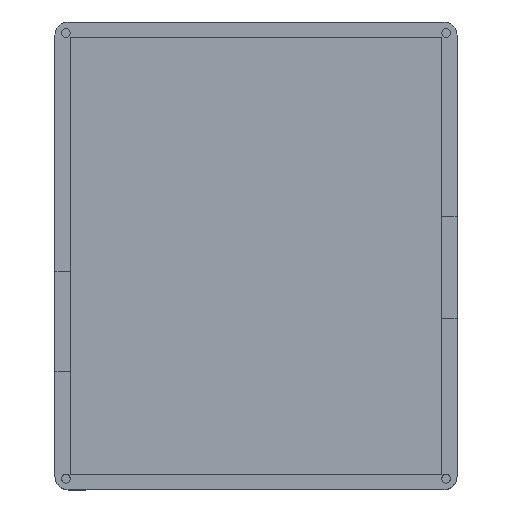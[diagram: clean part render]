
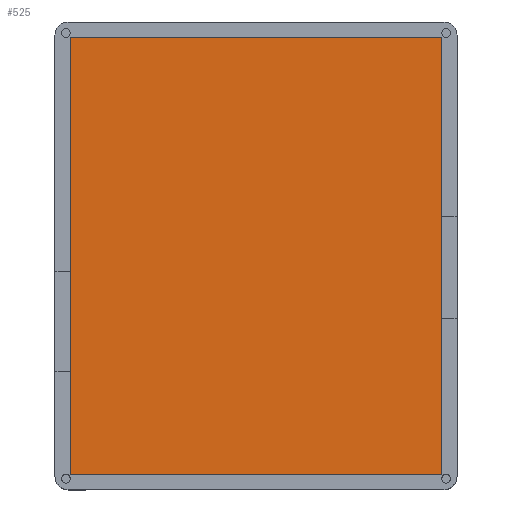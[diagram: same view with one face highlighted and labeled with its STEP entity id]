
A CAD part, top view. The second image highlights one B-rep face of the part: STEP entity #525.
In plain terms, the highlighted face is planar.
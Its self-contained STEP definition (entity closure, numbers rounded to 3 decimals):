
#79=FACE_OUTER_BOUND('',#117,.T.);
#117=EDGE_LOOP('',(#463,#464,#465,#466));
#131=LINE('',#755,#183);
#166=LINE('',#864,#218);
#168=LINE('',#868,#220);
#170=LINE('',#871,#222);
#183=VECTOR('',#599,100.);
#218=VECTOR('',#710,85.);
#220=VECTOR('',#714,100.);
#222=VECTOR('',#718,85.);
#232=VERTEX_POINT('',#752);
#233=VERTEX_POINT('',#754);
#269=VERTEX_POINT('',#863);
#270=VERTEX_POINT('',#867);
#283=EDGE_CURVE('',#233,#232,#131,.T.);
#334=EDGE_CURVE('',#269,#233,#166,.T.);
#336=EDGE_CURVE('',#270,#269,#168,.T.);
#338=EDGE_CURVE('',#232,#270,#170,.T.);
#463=ORIENTED_EDGE('',*,*,#338,.T.);
#464=ORIENTED_EDGE('',*,*,#336,.T.);
#465=ORIENTED_EDGE('',*,*,#334,.T.);
#466=ORIENTED_EDGE('',*,*,#283,.T.);
#495=PLANE('',#573);
#525=ADVANCED_FACE('',(#79),#495,.F.);
#573=AXIS2_PLACEMENT_3D('',#872,#719,#720);
#599=DIRECTION('',(0.,0.,1.));
#710=DIRECTION('',(-1.,0.,0.));
#714=DIRECTION('',(0.,0.,-1.));
#718=DIRECTION('',(1.,0.,0.));
#719=DIRECTION('center_axis',(0.,-1.,0.));
#720=DIRECTION('ref_axis',(0.,0.,-1.));
#752=CARTESIAN_POINT('',(-31.534,3.5,51.556));
#754=CARTESIAN_POINT('',(-31.534,3.5,-48.444));
#755=CARTESIAN_POINT('',(-31.534,3.5,-25.194));
#863=CARTESIAN_POINT('',(53.466,3.5,-48.444));
#864=CARTESIAN_POINT('',(33.966,3.5,-48.444));
#867=CARTESIAN_POINT('',(53.466,3.5,51.556));
#868=CARTESIAN_POINT('',(53.466,3.5,28.306));
#871=CARTESIAN_POINT('',(-12.034,3.5,51.556));
#872=CARTESIAN_POINT('Origin',(10.966,3.5,1.556));
